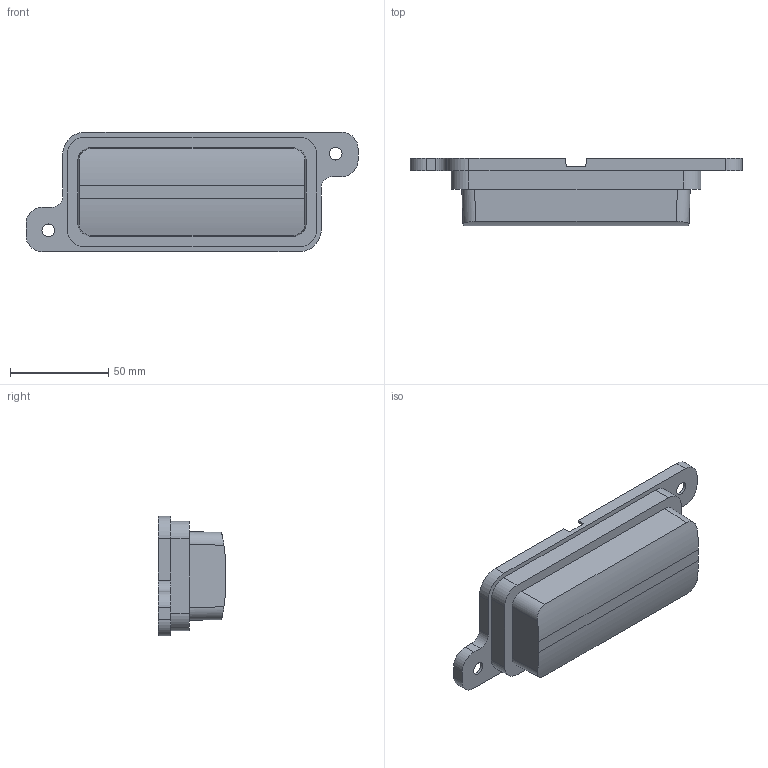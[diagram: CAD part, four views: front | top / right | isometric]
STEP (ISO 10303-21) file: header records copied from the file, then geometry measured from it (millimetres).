
FILE_DESCRIPTION(('Creo Elements/Direct Modeling STEP Export'),'2;1');
FILE_NAME('CGCP 16 FX.stp','2012-11-06T11:44:40',(''),(''),'Creo Elements/Direct Modeling STEP processor for AP214 (Solid Model)','Creo Elements/Direct Modeling 18.0B 02-Dec-2011 (C) Parametric Technology GmbH','');
FILE_SCHEMA(('AUTOMOTIVE_DESIGN { 1 0 10303 214 1 1 1 1 }'));
Length unit declared in the file: millimetre
Products named in the file (2): 54061.1
Assembly tree (1 placements, depth 2):
  54061.1
    54061.1
Bounding box: 168.7 x 34.3 x 60.8 mm (x, y, z)
Volume: 109779.1 mm3; surface area: 33725.6 mm2
Topology: 1 solids, 1 shells, 75 faces, 210 edges, 140 vertices
Faces by surface type: plane 41, cylinder 30, cone 4
Entity records: 2585 total; most frequent: CARTESIAN_POINT 471, ORIENTED_EDGE 420, DIRECTION 416, EDGE_CURVE 210, VECTOR 142, LINE 142, VERTEX_POINT 140, AXIS2_PLACEMENT_3D 137
